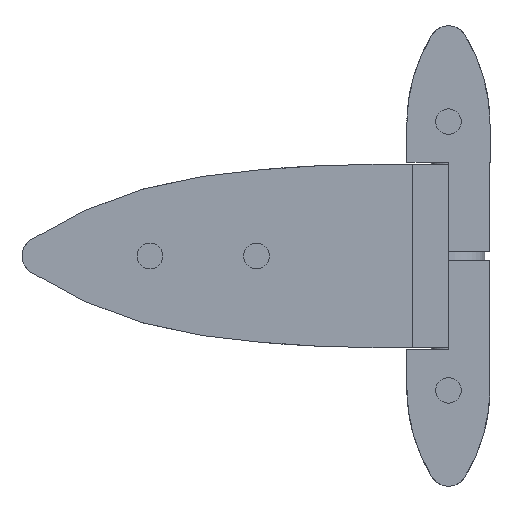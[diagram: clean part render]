
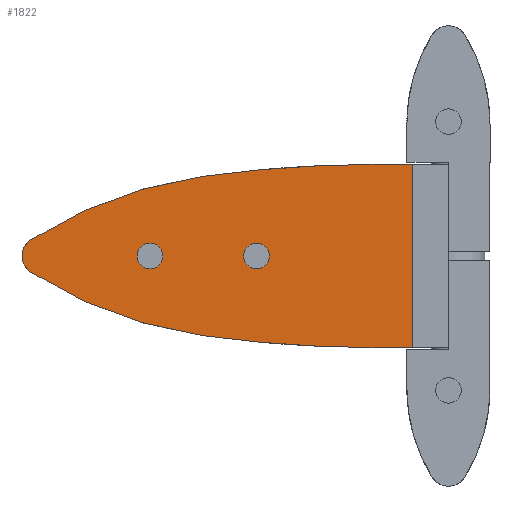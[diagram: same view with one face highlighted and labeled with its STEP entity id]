
A CAD part, front view. The second image highlights one B-rep face of the part: STEP entity #1822.
In plain terms, the highlighted face is planar.
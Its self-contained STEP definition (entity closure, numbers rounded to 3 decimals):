
#25 = CIRCLE ( 'NONE', #122, 300. ) ;
#27 = CIRCLE ( 'NONE', #139, 300. ) ;
#32 = AXIS2_PLACEMENT_3D ( 'NONE', #202, #198, #590 ) ;
#38 = AXIS2_PLACEMENT_3D ( 'NONE', #228, #344, #290 ) ;
#39 = AXIS2_PLACEMENT_3D ( 'NONE', #217, #213, #212 ) ;
#51 = VECTOR ( 'NONE', #446, 1000. ) ;
#54 = CIRCLE ( 'NONE', #32, 4.5 ) ;
#63 = CIRCLE ( 'NONE', #146, 3. ) ;
#64 = AXIS2_PLACEMENT_3D ( 'NONE', #557, #556, #555 ) ;
#68 = CIRCLE ( 'NONE', #39, 100. ) ;
#71 = AXIS2_PLACEMENT_3D ( 'NONE', #2569, #2568, #2567 ) ;
#73 = CIRCLE ( 'NONE', #71, 3. ) ;
#80 = VECTOR ( 'NONE', #203, 1000. ) ;
#90 = CIRCLE ( 'NONE', #38, 3. ) ;
#91 = CIRCLE ( 'NONE', #157, 100. ) ;
#120 = CIRCLE ( 'NONE', #64, 4.5 ) ;
#122 = AXIS2_PLACEMENT_3D ( 'NONE', #225, #223, #222 ) ;
#137 = VECTOR ( 'NONE', #188, 1000. ) ;
#139 = AXIS2_PLACEMENT_3D ( 'NONE', #564, #284, #317 ) ;
#146 = AXIS2_PLACEMENT_3D ( 'NONE', #550, #549, #548 ) ;
#149 = AXIS2_PLACEMENT_3D ( 'NONE', #365, #579, #361 ) ;
#157 = AXIS2_PLACEMENT_3D ( 'NONE', #427, #584, #308 ) ;
#183 = CARTESIAN_POINT ( 'NONE',  ( -18.661, -57.678, -11. ) ) ;
#188 = DIRECTION ( 'NONE',  ( 0., 1., 0. ) ) ;
#198 = DIRECTION ( 'NONE',  ( 0., 0., -1. ) ) ;
#202 = CARTESIAN_POINT ( 'NONE',  ( 0., -95.5, -11. ) ) ;
#203 = DIRECTION ( 'NONE',  ( 0., 1., 0. ) ) ;
#204 = CARTESIAN_POINT ( 'NONE',  ( 21.5, -8.5, -11. ) ) ;
#212 = DIRECTION ( 'NONE',  ( 1., 0., 0. ) ) ;
#213 = DIRECTION ( 'NONE',  ( 0., 0., -1. ) ) ;
#217 = CARTESIAN_POINT ( 'NONE',  ( -80.393, -43.952, -11. ) ) ;
#222 = DIRECTION ( 'NONE',  ( 1., 0., 0. ) ) ;
#223 = DIRECTION ( 'NONE',  ( 0., 0., -1. ) ) ;
#225 = CARTESIAN_POINT ( 'NONE',  ( -278.5, -16.5, -11. ) ) ;
#228 = CARTESIAN_POINT ( 'NONE',  ( 0., -70., -11. ) ) ;
#283 = CARTESIAN_POINT ( 'NONE',  ( 21.5, -8.5, -11. ) ) ;
#284 = DIRECTION ( 'NONE',  ( 0., 0., -1. ) ) ;
#290 = DIRECTION ( 'NONE',  ( 1., 0., 0. ) ) ;
#308 = DIRECTION ( 'NONE',  ( 1., 0., 0. ) ) ;
#317 = DIRECTION ( 'NONE',  ( 1., 0., 0. ) ) ;
#321 = PLANE ( 'NONE',  #149 ) ;
#327 = CARTESIAN_POINT ( 'NONE',  ( -21.5, -8.5, -11. ) ) ;
#344 = DIRECTION ( 'NONE',  ( 0., 0., -1. ) ) ;
#361 = DIRECTION ( 'NONE',  ( 1., 0., 0. ) ) ;
#365 = CARTESIAN_POINT ( 'NONE',  ( 21.5, -8.5, -11. ) ) ;
#387 = CARTESIAN_POINT ( 'NONE',  ( 21.5, -16.5, -11. ) ) ;
#416 = CARTESIAN_POINT ( 'NONE',  ( -21.5, -8.5, -11. ) ) ;
#427 = CARTESIAN_POINT ( 'NONE',  ( 80.393, -43.952, -11. ) ) ;
#437 = CARTESIAN_POINT ( 'NONE',  ( -3., -70., -11. ) ) ;
#446 = DIRECTION ( 'NONE',  ( -1., 0., 0. ) ) ;
#447 = CARTESIAN_POINT ( 'NONE',  ( 21.5, -8.5, -11. ) ) ;
#452 = CARTESIAN_POINT ( 'NONE',  ( 18.661, -57.678, -11. ) ) ;
#456 = CARTESIAN_POINT ( 'NONE',  ( 3.788, -97.929, -11. ) ) ;
#477 = CARTESIAN_POINT ( 'NONE',  ( -21.5, -16.5, -11. ) ) ;
#479 = CARTESIAN_POINT ( 'NONE',  ( 3., -70., -11. ) ) ;
#481 = CARTESIAN_POINT ( 'NONE',  ( -3.788, -97.929, -11. ) ) ;
#533 = CARTESIAN_POINT ( 'NONE',  ( -3., -45., -11. ) ) ;
#548 = DIRECTION ( 'NONE',  ( 1., 0., 0. ) ) ;
#549 = DIRECTION ( 'NONE',  ( 0., 0., -1. ) ) ;
#550 = CARTESIAN_POINT ( 'NONE',  ( 0., -70., -11. ) ) ;
#555 = DIRECTION ( 'NONE',  ( 1., 0., 0. ) ) ;
#556 = DIRECTION ( 'NONE',  ( 0., 0., -1. ) ) ;
#557 = CARTESIAN_POINT ( 'NONE',  ( 0., -95.5, -11. ) ) ;
#564 = CARTESIAN_POINT ( 'NONE',  ( 278.5, -16.5, -11. ) ) ;
#574 = CARTESIAN_POINT ( 'NONE',  ( 3., -45., -11. ) ) ;
#577 = CARTESIAN_POINT ( 'NONE',  ( 0., -100., -11. ) ) ;
#579 = DIRECTION ( 'NONE',  ( 0., 0., 1. ) ) ;
#584 = DIRECTION ( 'NONE',  ( 0., 0., -1. ) ) ;
#590 = DIRECTION ( 'NONE',  ( 1., 0., 0. ) ) ;
#714 = ORIENTED_EDGE ( 'NONE', *, *, #1833, .F. ) ;
#715 = ORIENTED_EDGE ( 'NONE', *, *, #1873, .F. ) ;
#716 = ORIENTED_EDGE ( 'NONE', *, *, #2017, .F. ) ;
#725 = ORIENTED_EDGE ( 'NONE', *, *, #1941, .F. ) ;
#726 = ORIENTED_EDGE ( 'NONE', *, *, #1862, .F. ) ;
#727 = ORIENTED_EDGE ( 'NONE', *, *, #1842, .T. ) ;
#728 = ORIENTED_EDGE ( 'NONE', *, *, #1840, .T. ) ;
#729 = ORIENTED_EDGE ( 'NONE', *, *, #1870, .T. ) ;
#730 = ORIENTED_EDGE ( 'NONE', *, *, #1865, .T. ) ;
#731 = ORIENTED_EDGE ( 'NONE', *, *, #1829, .T. ) ;
#869 = FACE_BOUND ( 'NONE', #1389, .T. ) ;
#870 = FACE_OUTER_BOUND ( 'NONE', #1387, .T. ) ;
#871 = FACE_BOUND ( 'NONE', #1416, .T. ) ;
#881 = LINE ( 'NONE', #447, #51 ) ;
#882 = LINE ( 'NONE', #327, #137 ) ;
#885 = LINE ( 'NONE', #204, #80 ) ;
#1387 = EDGE_LOOP ( 'NONE', ( #726, #728, #727, #729, #730, #731, #1710, #2072, #3165 ) ) ;
#1389 = EDGE_LOOP ( 'NONE', ( #716, #725 ) ) ;
#1416 = EDGE_LOOP ( 'NONE', ( #714, #715 ) ) ;
#1445 = VERTEX_POINT ( 'NONE', #416 ) ;
#1450 = VERTEX_POINT ( 'NONE', #456 ) ;
#1455 = VERTEX_POINT ( 'NONE', #452 ) ;
#1457 = VERTEX_POINT ( 'NONE', #283 ) ;
#1459 = VERTEX_POINT ( 'NONE', #477 ) ;
#1466 = VERTEX_POINT ( 'NONE', #437 ) ;
#1478 = VERTEX_POINT ( 'NONE', #533 ) ;
#1479 = VERTEX_POINT ( 'NONE', #479 ) ;
#1496 = VERTEX_POINT ( 'NONE', #574 ) ;
#1520 = VERTEX_POINT ( 'NONE', #481 ) ;
#1527 = VERTEX_POINT ( 'NONE', #577 ) ;
#1547 = VERTEX_POINT ( 'NONE', #183 ) ;
#1551 = VERTEX_POINT ( 'NONE', #387 ) ;
#1710 = ORIENTED_EDGE ( 'NONE', *, *, #1828, .T. ) ;
#1822 = ADVANCED_FACE ( 'NONE', ( #869, #870, #871 ), #321, .F. ) ;
#1828 = EDGE_CURVE ( 'NONE', #1547, #1459, #27, .T. ) ;
#1829 = EDGE_CURVE ( 'NONE', #1520, #1547, #91, .T. ) ;
#1830 = EDGE_CURVE ( 'NONE', #1457, #1445, #881, .T. ) ;
#1831 = EDGE_CURVE ( 'NONE', #1459, #1445, #882, .T. ) ;
#1833 = EDGE_CURVE ( 'NONE', #1479, #1466, #90, .T. ) ;
#1840 = EDGE_CURVE ( 'NONE', #1551, #1455, #25, .T. ) ;
#1842 = EDGE_CURVE ( 'NONE', #1455, #1450, #68, .T. ) ;
#1862 = EDGE_CURVE ( 'NONE', #1551, #1457, #885, .T. ) ;
#1865 = EDGE_CURVE ( 'NONE', #1527, #1520, #54, .T. ) ;
#1870 = EDGE_CURVE ( 'NONE', #1450, #1527, #120, .T. ) ;
#1873 = EDGE_CURVE ( 'NONE', #1466, #1479, #63, .T. ) ;
#1941 = EDGE_CURVE ( 'NONE', #1478, #1496, #73, .T. ) ;
#2017 = EDGE_CURVE ( 'NONE', #1496, #1478, #2286, .T. ) ;
#2072 = ORIENTED_EDGE ( 'NONE', *, *, #1831, .T. ) ;
#2266 = AXIS2_PLACEMENT_3D ( 'NONE', #3097, #3096, #3095 ) ;
#2286 = CIRCLE ( 'NONE', #2266, 3. ) ;
#2567 = DIRECTION ( 'NONE',  ( 1., 0., 0. ) ) ;
#2568 = DIRECTION ( 'NONE',  ( 0., 0., -1. ) ) ;
#2569 = CARTESIAN_POINT ( 'NONE',  ( 0., -45., -11. ) ) ;
#3095 = DIRECTION ( 'NONE',  ( 1., 0., 0. ) ) ;
#3096 = DIRECTION ( 'NONE',  ( 0., 0., -1. ) ) ;
#3097 = CARTESIAN_POINT ( 'NONE',  ( 0., -45., -11. ) ) ;
#3165 = ORIENTED_EDGE ( 'NONE', *, *, #1830, .F. ) ;
